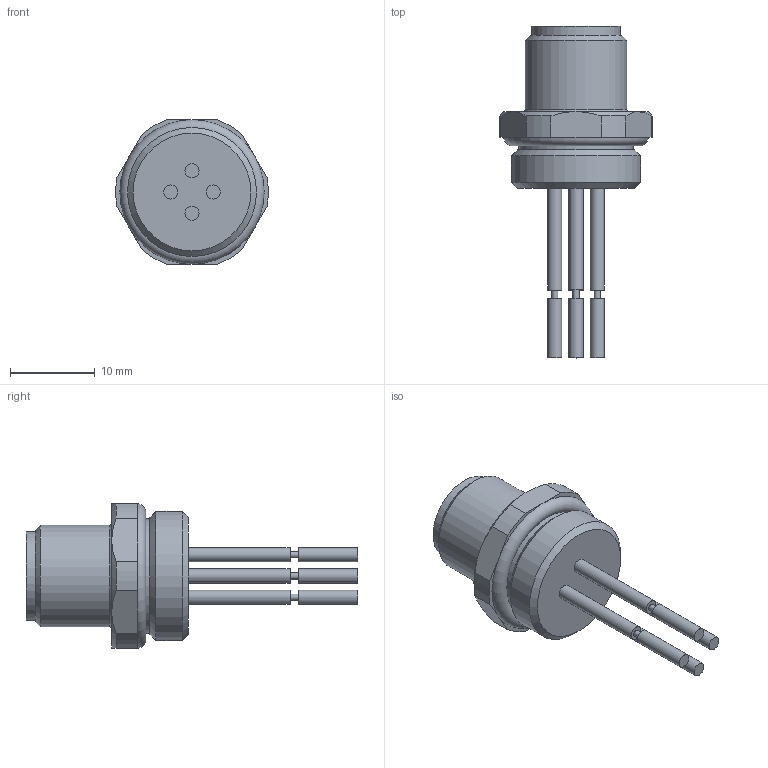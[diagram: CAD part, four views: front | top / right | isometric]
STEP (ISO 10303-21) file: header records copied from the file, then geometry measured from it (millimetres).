
FILE_DESCRIPTION(/* description */ (''),/* implementation_level */ '2;1');
FILE_NAME(/* name */ 'FB-FS4-m.stp',/* time_stamp */ '2016-02-10T08:23:57+01:00',/* author */ (''),/* organization */ (''),/* preprocessor_version */ 'ST-DEVELOPER v16',/* originating_system */ 'SIEMENS PLM Software NX 10.0',/* authorisation */ '');
FILE_SCHEMA (('AUTOMOTIVE_DESIGN { 1 0 10303 214 3 1 1 1 }'));
Length unit declared in the file: millimetre
Products named in the file (1): FB-FS4-m
Bounding box: 17.96 x 39.1 x 17 mm (x, y, z)
Volume: 2599.6 mm3; surface area: 2095.6 mm2
Topology: 1 solids, 1 shells, 112 faces, 253 edges, 163 vertices
Faces by surface type: plane 46, cylinder 46, cone 13, torus 7
Full cylindrical faces by diameter (mm): 0.758 x4, 1 x8, 1.65 x8, 8.375 x1, 10.45 x1, 12 x1, 13.5 x1, 15.2 x1
Entity records: 2894 total; most frequent: DIRECTION 528, CARTESIAN_POINT 527, ORIENTED_EDGE 400, AXIS2_PLACEMENT_3D 229, EDGE_CURVE 200, EDGE_LOOP 170, VERTEX_POINT 148, CIRCLE 116
